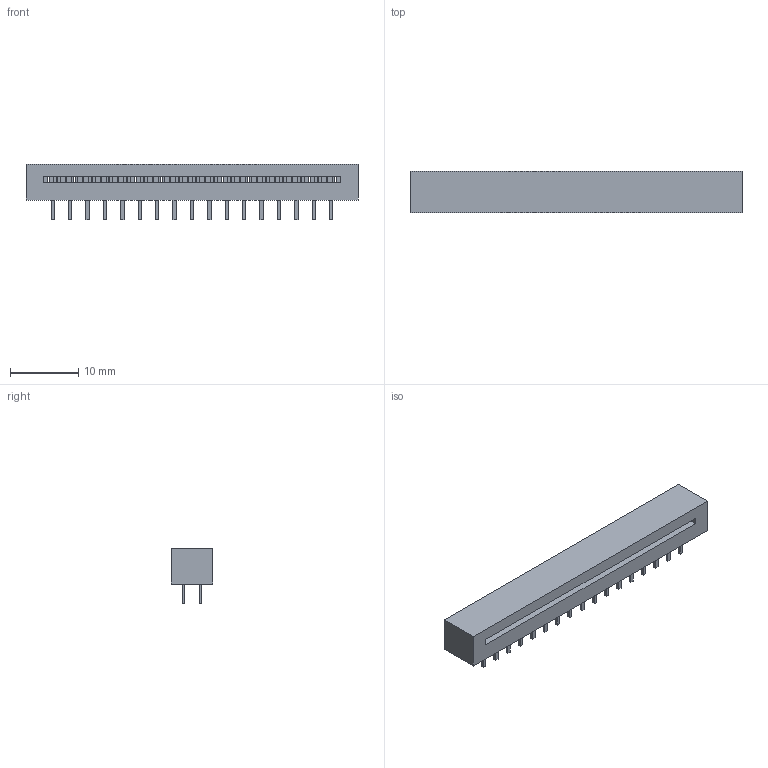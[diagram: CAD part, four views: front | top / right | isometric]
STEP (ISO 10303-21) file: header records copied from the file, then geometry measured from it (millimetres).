
FILE_DESCRIPTION(/* description */ (''),/* implementation_level */ '2;1');
FILE_NAME(/* name */ '100546280ugm000_a.stp',/* time_stamp */ '2013-08-13T03:14:24+02:00',/* author */ (''),/* organization */ (''),/* preprocessor_version */ 'ST-DEVELOPER v15',/* originating_system */ 'SIEMENS PLM Software NX 8.5',/* authorisation */ '');
FILE_SCHEMA (('AUTOMOTIVE_DESIGN { 1 0 10303 214 3 1 1 1 }'));
Length unit declared in the file: millimetre
Products named in the file (1): 100546280ugm000_a
Bounding box: 48.48 x 6 x 8.15 mm (x, y, z)
Volume: 1313 mm3; surface area: 1949.6 mm2
Topology: 103 solids, 103 shells, 622 faces, 1248 edges, 832 vertices
Faces by surface type: plane 622
Entity records: 16331 total; most frequent: CARTESIAN_POINT 2703, ORIENTED_EDGE 2496, DIRECTION 2494, EDGE_CURVE 1248, LINE 1248, VECTOR 1248, VERTEX_POINT 832, EDGE_LOOP 624
